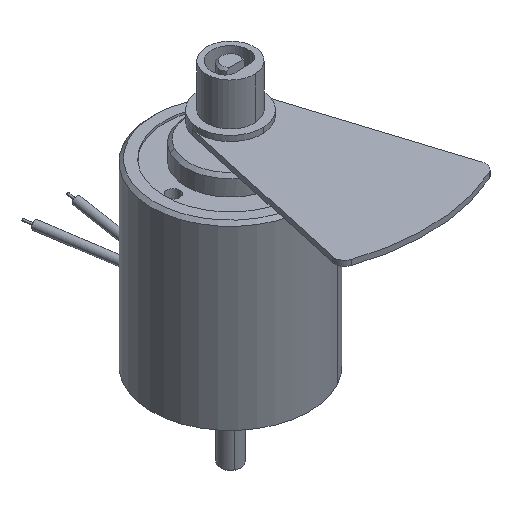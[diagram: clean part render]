
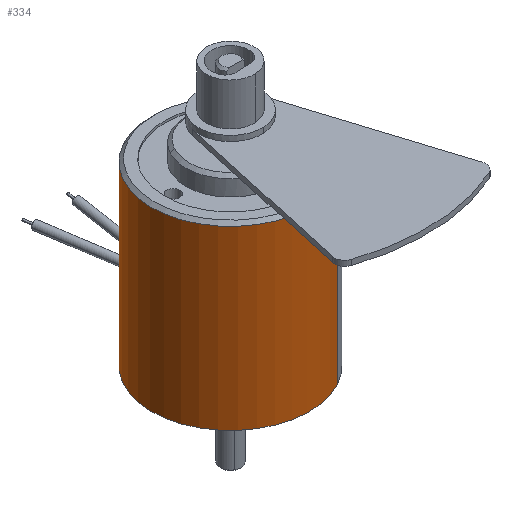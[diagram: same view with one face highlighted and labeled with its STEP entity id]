
A CAD part, isometric view. The second image highlights one B-rep face of the part: STEP entity #334.
In plain terms, the highlighted cylindrical face has radius 7.45 mm (diameter 14.9 mm), a partial arc.
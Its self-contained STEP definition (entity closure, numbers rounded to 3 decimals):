
#234=AXIS2_PLACEMENT_3D('Circle Axis2P3D',#232,#233,$) ;
#247=AXIS2_PLACEMENT_3D('Cylinder Axis2P3D',#244,#245,#246) ;
#325=AXIS2_PLACEMENT_3D('Circle Axis2P3D',#323,#324,$) ;
#205=CARTESIAN_POINT('Vertex',(3.572,-6.538,16.7)) ;
#212=CARTESIAN_POINT('Vertex',(-3.572,6.538,16.7)) ;
#232=CARTESIAN_POINT('Axis2P3D Location',(0.,0.,16.7)) ;
#244=CARTESIAN_POINT('Axis2P3D Location',(0.,0.,8.5)) ;
#249=CARTESIAN_POINT('Line Origine',(3.572,-6.538,8.5)) ;
#253=CARTESIAN_POINT('Vertex',(3.572,-6.538,0.)) ;
#260=CARTESIAN_POINT('Vertex',(-3.572,6.538,0.)) ;
#263=CARTESIAN_POINT('Line Origine',(-3.572,6.538,8.5)) ;
#323=CARTESIAN_POINT('Axis2P3D Location',(0.,0.,0.)) ;
#233=DIRECTION('Axis2P3D Direction',(0.,0.,1.)) ;
#245=DIRECTION('Axis2P3D Direction',(0.,0.,1.)) ;
#246=DIRECTION('Axis2P3D XDirection',(0.479,-0.878,0.)) ;
#250=DIRECTION('Vector Direction',(0.,0.,1.)) ;
#264=DIRECTION('Vector Direction',(0.,0.,1.)) ;
#324=DIRECTION('Axis2P3D Direction',(0.,0.,1.)) ;
#251=VECTOR('Line Direction',#250,1.) ;
#265=VECTOR('Line Direction',#264,1.) ;
#329=ORIENTED_EDGE('',*,*,#267,.T.) ;
#330=ORIENTED_EDGE('',*,*,#327,.T.) ;
#331=ORIENTED_EDGE('',*,*,#255,.F.) ;
#332=ORIENTED_EDGE('',*,*,#236,.F.) ;
#334=ADVANCED_FACE('K\X2\00F6\X0\rper.2',(#333),#248,.T.) ;
#235=CIRCLE('generated circle',#234,7.45) ;
#326=CIRCLE('generated circle',#325,7.45) ;
#248=CYLINDRICAL_SURFACE('generated cylinder',#247,7.45) ;
#236=EDGE_CURVE('',#213,#206,#235,.T.) ;
#255=EDGE_CURVE('',#206,#254,#252,.F.) ;
#267=EDGE_CURVE('',#213,#261,#266,.F.) ;
#327=EDGE_CURVE('',#261,#254,#326,.T.) ;
#328=EDGE_LOOP('',(#329,#330,#331,#332)) ;
#333=FACE_OUTER_BOUND('',#328,.T.) ;
#252=LINE('Line',#249,#251) ;
#266=LINE('Line',#263,#265) ;
#206=VERTEX_POINT('',#205) ;
#213=VERTEX_POINT('',#212) ;
#254=VERTEX_POINT('',#253) ;
#261=VERTEX_POINT('',#260) ;
